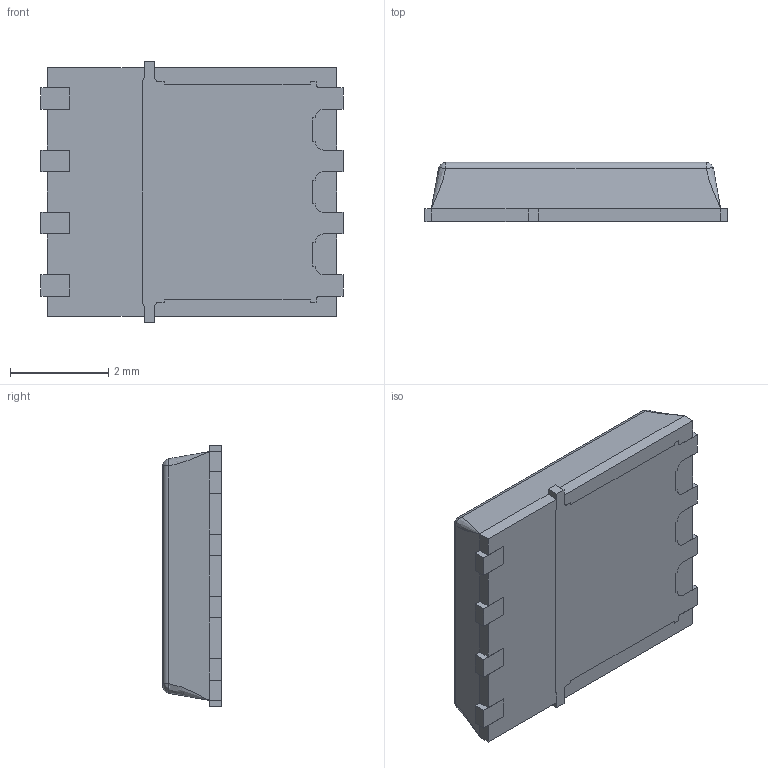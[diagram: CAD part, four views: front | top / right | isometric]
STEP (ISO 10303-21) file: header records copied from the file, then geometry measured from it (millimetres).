
FILE_DESCRIPTION (( 'STEP AP214' ), '1' );
FILE_NAME ('BSC010NE2LSI.STEP', '2023-05-22T13:11:57', ( '' ), ( '' ), 'SwSTEP 2.0', 'SolidWorks 2017', '' );
FILE_SCHEMA (( 'AUTOMOTIVE_DESIGN' ));
Length unit declared in the file: millimetre
Products named in the file (1): BSC010NE2LSI
Bounding box: 6.16 x 1.2 x 5.33 mm (x, y, z)
Volume: 34.3 mm3; surface area: 129.8 mm2
Topology: 7 solids, 7 shells, 185 faces, 478 edges, 301 vertices
Faces by surface type: plane 145, cylinder 32, bspline 5, sphere 3
Entity records: 5636 total; most frequent: CARTESIAN_POINT 1078, ORIENTED_EDGE 942, DIRECTION 884, EDGE_CURVE 471, LINE 394, VECTOR 394, VERTEX_POINT 301, AXIS2_PLACEMENT_3D 245
